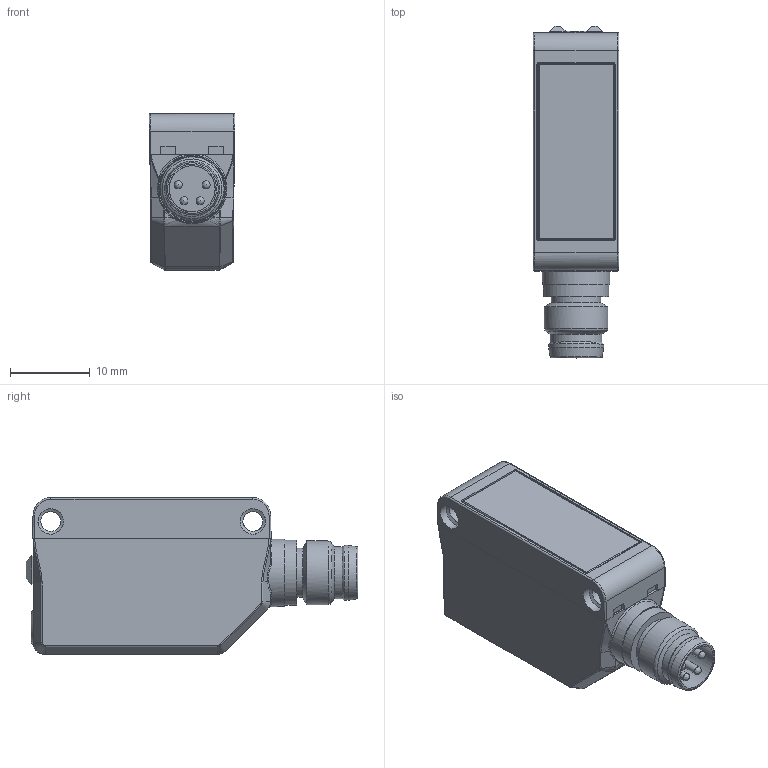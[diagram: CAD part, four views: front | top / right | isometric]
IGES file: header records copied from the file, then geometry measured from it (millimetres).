
Global section: file name: PD30CTT-M5IO6463; native system: Autodesk Inventor 2025; preprocessor: unknown; author: Tove.Virkelyst; date: 20250226.102256; units: millimetre
Bounding box: 10.8 x 41.7 x 19.7 mm (x, y, z)
Volume: 2667.6 mm3; surface area: 4943.8 mm2
Topology: 3 solids, 5 shells, 563 faces, 1472 edges, 921 vertices
Faces by surface type: bspline 563
